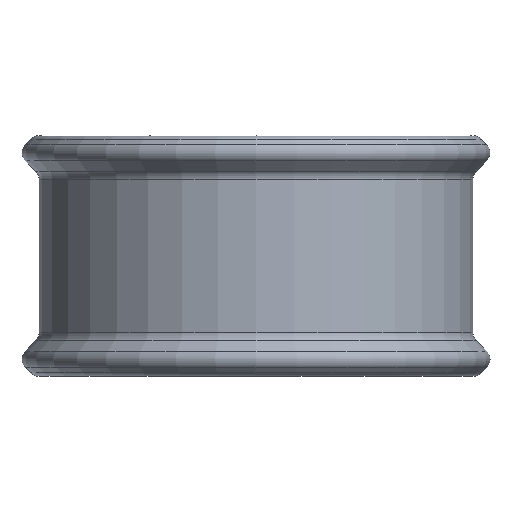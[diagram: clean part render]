
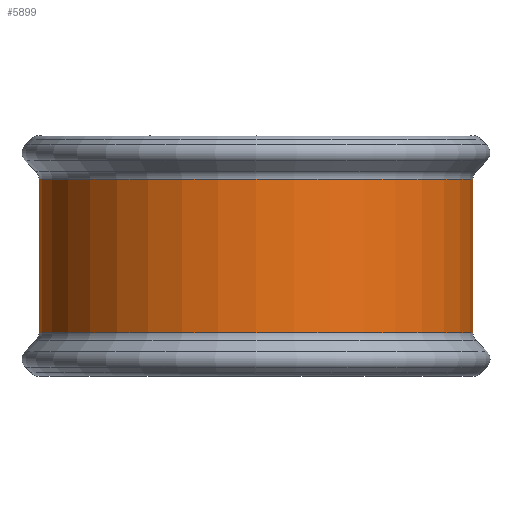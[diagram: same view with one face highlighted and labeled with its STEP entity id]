
A CAD part, front view. The second image highlights one B-rep face of the part: STEP entity #5899.
In plain terms, the highlighted cylindrical face has radius 14.097 mm (diameter 28.194 mm), a partial arc.
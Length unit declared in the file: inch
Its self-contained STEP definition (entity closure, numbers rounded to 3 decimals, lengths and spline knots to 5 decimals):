
#222 = DIRECTION ( 'NONE',  ( 0., 0., 1. ) ) ;
#231 = VERTEX_POINT ( 'NONE', #614 ) ;
#392 = CARTESIAN_POINT ( 'NONE',  ( 0.5, -0.351, -0.19579 ) ) ;
#614 = CARTESIAN_POINT ( 'NONE',  ( 0.5, -0.351, 0.19579 ) ) ;
#671 = FACE_OUTER_BOUND ( 'NONE', #4175, .T. ) ;
#826 = VECTOR ( 'NONE', #3229, 39.37008 ) ;
#964 = VERTEX_POINT ( 'NONE', #392 ) ;
#1039 = EDGE_CURVE ( 'NONE', #964, #231, #2046, .T. ) ;
#1410 = CIRCLE ( 'NONE', #4692, 0.555 ) ;
#1649 = ORIENTED_EDGE ( 'NONE', *, *, #1039, .T. ) ;
#2046 = LINE ( 'NONE', #4622, #826 ) ;
#2090 = EDGE_CURVE ( 'NONE', #964, #5106, #1410, .T. ) ;
#2226 = CARTESIAN_POINT ( 'NONE',  ( 0.5, -0.906, 0.19579 ) ) ;
#2406 = CARTESIAN_POINT ( 'NONE',  ( 0.5, -0.906, -0.19579 ) ) ;
#2618 = DIRECTION ( 'NONE',  ( 0., 0., -1. ) ) ;
#2711 = DIRECTION ( 'NONE',  ( -1., 0., 0. ) ) ;
#2906 = DIRECTION ( 'NONE',  ( -1., 0., 0. ) ) ;
#3229 = DIRECTION ( 'NONE',  ( 0., 0., 1. ) ) ;
#3593 = ORIENTED_EDGE ( 'NONE', *, *, #5292, .F. ) ;
#4084 = CARTESIAN_POINT ( 'NONE',  ( -0.055, -0.906, -0.19579 ) ) ;
#4175 = EDGE_LOOP ( 'NONE', ( #1649, #5064, #3593, #4542 ) ) ;
#4248 = AXIS2_PLACEMENT_3D ( 'NONE', #5446, #2618, #5933 ) ;
#4278 = LINE ( 'NONE', #5837, #5396 ) ;
#4286 = AXIS2_PLACEMENT_3D ( 'NONE', #2226, #5536, #2711 ) ;
#4385 = CARTESIAN_POINT ( 'NONE',  ( -0.055, -0.906, 0.19579 ) ) ;
#4542 = ORIENTED_EDGE ( 'NONE', *, *, #2090, .F. ) ;
#4585 = CIRCLE ( 'NONE', #4286, 0.555 ) ;
#4622 = CARTESIAN_POINT ( 'NONE',  ( 0.5, -0.351, 0.19579 ) ) ;
#4692 = AXIS2_PLACEMENT_3D ( 'NONE', #2406, #5713, #2906 ) ;
#5064 = ORIENTED_EDGE ( 'NONE', *, *, #5152, .T. ) ;
#5106 = VERTEX_POINT ( 'NONE', #4084 ) ;
#5152 = EDGE_CURVE ( 'NONE', #231, #6037, #4585, .T. ) ;
#5292 = EDGE_CURVE ( 'NONE', #5106, #6037, #4278, .T. ) ;
#5396 = VECTOR ( 'NONE', #222, 39.37008 ) ;
#5446 = CARTESIAN_POINT ( 'NONE',  ( 0.5, -0.906, 0. ) ) ;
#5536 = DIRECTION ( 'NONE',  ( 0., 0., -1. ) ) ;
#5713 = DIRECTION ( 'NONE',  ( 0., 0., -1. ) ) ;
#5837 = CARTESIAN_POINT ( 'NONE',  ( -0.055, -0.906, 0.19579 ) ) ;
#5899 = ADVANCED_FACE ( 'NONE', ( #671 ), #6018, .T. ) ;
#5933 = DIRECTION ( 'NONE',  ( -1., 0., 0. ) ) ;
#6018 = CYLINDRICAL_SURFACE ( 'NONE', #4248, 0.555 ) ;
#6037 = VERTEX_POINT ( 'NONE', #4385 ) ;
